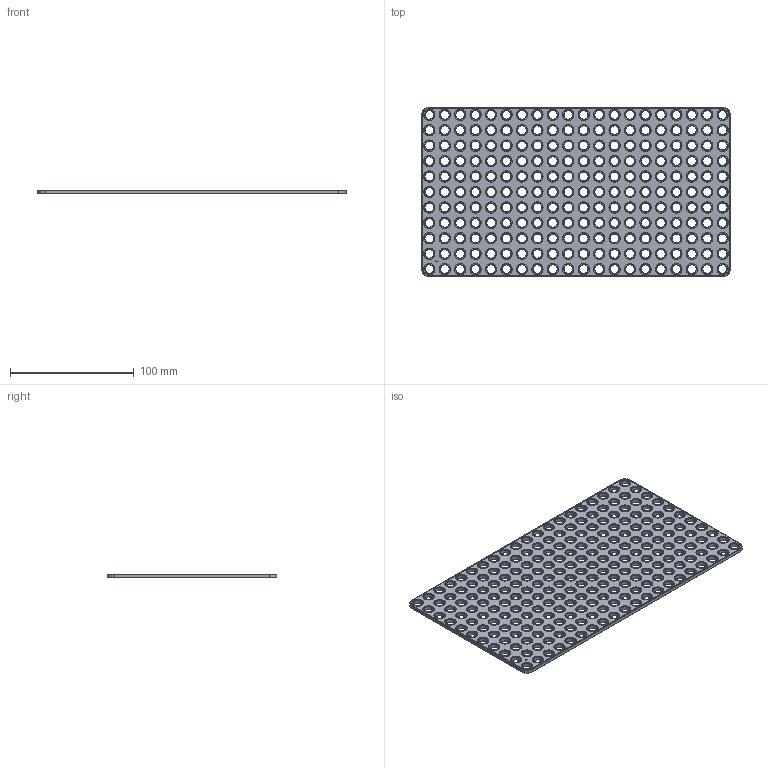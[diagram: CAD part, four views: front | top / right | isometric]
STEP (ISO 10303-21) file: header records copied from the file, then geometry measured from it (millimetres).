
FILE_DESCRIPTION(('FreeCAD Model'),'2;1');
FILE_NAME('Open CASCADE Shape Model','2024-10-09T01:04:21',(''),(''), 'Open CASCADE STEP processor 7.7','FreeCAD','Unknown');
FILE_SCHEMA(('AUTOMOTIVE_DESIGN { 1 0 10303 214 1 1 1 1 }'));
Length unit declared in the file: millimetre
Products named in the file (1): Plate RCT CRNR BU20x11x00.25 - SPN-PLT-0247 (stemfie.org)
Bounding box: 250 x 137.5 x 3.12 mm (x, y, z)
Volume: 76520.9 mm3; surface area: 68763.8 mm2
Topology: 1 solids, 1 shells, 1555 faces, 3447 edges, 2146 vertices
Faces by surface type: plane 555, cylinder 448, cone 448, extrusion 104
Full cylindrical faces by diameter (mm): 7 x220, 9.2 x220
Entity records: 44050 total; most frequent: CARTESIAN_POINT 7996, DIRECTION 7591, ORIENTED_EDGE 6894, EDGE_CURVE 3447, AXIS2_PLACEMENT_3D 2796, FACE_BOUND 2247, EDGE_LOOP 2247, VERTEX_POINT 2146
